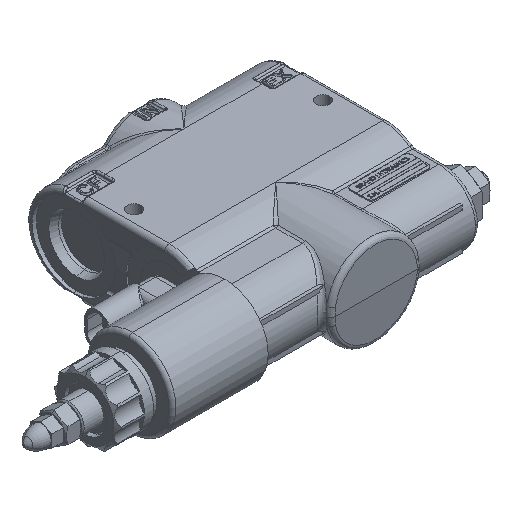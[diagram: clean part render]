
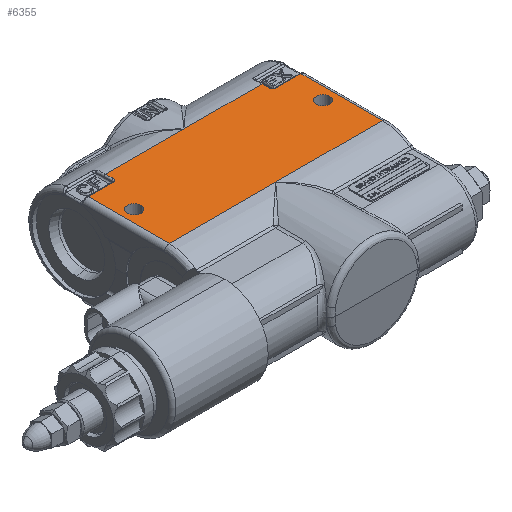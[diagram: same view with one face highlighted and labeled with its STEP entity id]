
A CAD part, isometric view. The second image highlights one B-rep face of the part: STEP entity #6355.
In plain terms, the highlighted planar face has unit normal (0, 0, 1).
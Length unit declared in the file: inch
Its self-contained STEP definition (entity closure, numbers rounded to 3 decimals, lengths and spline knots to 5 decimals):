
#223 = VECTOR ( 'NONE', #28018, 39.37008 ) ;
#1243 = VERTEX_POINT ( 'NONE', #36353 ) ;
#2605 = LINE ( 'NONE', #20809, #43112 ) ;
#2640 = CIRCLE ( 'NONE', #26614, 0.1405 ) ;
#3330 = CARTESIAN_POINT ( 'NONE',  ( -1.60645, 1.7298, 0.9375 ) ) ;
#3538 = EDGE_CURVE ( 'NONE', #29975, #23903, #43369, .T. ) ;
#4836 = CIRCLE ( 'NONE', #35251, 0.1405 ) ;
#4865 = CARTESIAN_POINT ( 'NONE',  ( 1.66845, 1.6678, 0.9375 ) ) ;
#5740 = ORIENTED_EDGE ( 'NONE', *, *, #42818, .T. ) ;
#6355 = ADVANCED_FACE ( 'NONE', ( #18398, #18349, #18444 ), #12277, .F. ) ;
#6819 = CARTESIAN_POINT ( 'NONE',  ( -2.18612, 1.6678, 0.9375 ) ) ;
#6942 = VECTOR ( 'NONE', #36301, 39.37008 ) ;
#7135 = LINE ( 'NONE', #48458, #38062 ) ;
#7646 = VERTEX_POINT ( 'NONE', #45545 ) ;
#7991 = CARTESIAN_POINT ( 'NONE',  ( 0., 0., 0.9375 ) ) ;
#8201 = DIRECTION ( 'NONE',  ( 1., 0., 0. ) ) ;
#8703 = DIRECTION ( 'NONE',  ( -1., 0., 0. ) ) ;
#8799 = CARTESIAN_POINT ( 'NONE',  ( -1.66845, 1.6678, 0.9375 ) ) ;
#8888 = CARTESIAN_POINT ( 'NONE',  ( 2.18612, 0., 0.9375 ) ) ;
#8912 = CIRCLE ( 'NONE', #43871, 0.1405 ) ;
#9388 = LINE ( 'NONE', #17220, #6942 ) ;
#9420 = ORIENTED_EDGE ( 'NONE', *, *, #24090, .F. ) ;
#9692 = ORIENTED_EDGE ( 'NONE', *, *, #13414, .T. ) ;
#9789 = LINE ( 'NONE', #14109, #15712 ) ;
#10101 = VERTEX_POINT ( 'NONE', #34632 ) ;
#10175 = VECTOR ( 'NONE', #8703, 39.37008 ) ;
#10515 = LINE ( 'NONE', #46839, #223 ) ;
#10726 = EDGE_LOOP ( 'NONE', ( #9692, #20792, #26388, #40608, #35777, #15479, #5740, #18668, #37591, #12042, #18670, #29749 ) ) ;
#11785 = VERTEX_POINT ( 'NONE', #39246 ) ;
#11921 = CARTESIAN_POINT ( 'NONE',  ( 1.66845, 1.7298, 0.9375 ) ) ;
#11988 = CARTESIAN_POINT ( 'NONE',  ( -2.18612, 0., 0.9375 ) ) ;
#12042 = ORIENTED_EDGE ( 'NONE', *, *, #46524, .T. ) ;
#12277 = PLANE ( 'NONE',  #33288 ) ;
#12687 = LINE ( 'NONE', #28622, #30569 ) ;
#13414 = EDGE_CURVE ( 'NONE', #49245, #10101, #36173, .T. ) ;
#13476 = VECTOR ( 'NONE', #8201, 39.37008 ) ;
#14109 = CARTESIAN_POINT ( 'NONE',  ( -2.302, 1.8863, 0.9375 ) ) ;
#14264 = LINE ( 'NONE', #27776, #10175 ) ;
#14666 = EDGE_CURVE ( 'NONE', #28346, #46252, #31366, .T. ) ;
#15414 = DIRECTION ( 'NONE',  ( 0., 0., 1. ) ) ;
#15479 = ORIENTED_EDGE ( 'NONE', *, *, #15813, .T. ) ;
#15667 = AXIS2_PLACEMENT_3D ( 'NONE', #38114, #15414, #41932 ) ;
#15711 = DIRECTION ( 'NONE',  ( -1., 0., 0. ) ) ;
#15712 = VECTOR ( 'NONE', #40629, 39.37008 ) ;
#15813 = EDGE_CURVE ( 'NONE', #11785, #1243, #9789, .T. ) ;
#15823 = CIRCLE ( 'NONE', #25055, 0.062 ) ;
#16038 = EDGE_CURVE ( 'NONE', #23903, #21550, #14264, .T. ) ;
#16241 = VECTOR ( 'NONE', #46371, 39.37008 ) ;
#16719 = DIRECTION ( 'NONE',  ( 0., 0., 1. ) ) ;
#16796 = CARTESIAN_POINT ( 'NONE',  ( -1.9375, 0.96875, 0.9375 ) ) ;
#17220 = CARTESIAN_POINT ( 'NONE',  ( 2.302, 1.8863, 0.9375 ) ) ;
#17294 = DIRECTION ( 'NONE',  ( -1., 0., 0. ) ) ;
#17508 = EDGE_CURVE ( 'NONE', #25862, #26960, #4836, .T. ) ;
#18349 = FACE_BOUND ( 'NONE', #25686, .T. ) ;
#18398 = FACE_BOUND ( 'NONE', #23369, .T. ) ;
#18444 = FACE_OUTER_BOUND ( 'NONE', #10726, .T. ) ;
#18668 = ORIENTED_EDGE ( 'NONE', *, *, #3538, .T. ) ;
#18670 = ORIENTED_EDGE ( 'NONE', *, *, #14666, .T. ) ;
#19678 = DIRECTION ( 'NONE',  ( 0., 0., -1. ) ) ;
#19742 = CARTESIAN_POINT ( 'NONE',  ( -1.66845, 1.7298, 0.9375 ) ) ;
#20467 = EDGE_CURVE ( 'NONE', #10101, #27063, #7135, .T. ) ;
#20517 = CARTESIAN_POINT ( 'NONE',  ( 1.60645, 1.7298, 0.9375 ) ) ;
#20572 = DIRECTION ( 'NONE',  ( 1., 0., 0. ) ) ;
#20792 = ORIENTED_EDGE ( 'NONE', *, *, #20467, .T. ) ;
#20809 = CARTESIAN_POINT ( 'NONE',  ( 1.60645, 1.8863, 0.9375 ) ) ;
#21550 = VERTEX_POINT ( 'NONE', #6819 ) ;
#21850 = DIRECTION ( 'NONE',  ( -1., 0., 0. ) ) ;
#22241 = CARTESIAN_POINT ( 'NONE',  ( 1.9375, 0.96875, 0.9375 ) ) ;
#22295 = CARTESIAN_POINT ( 'NONE',  ( 0., 0., 0.9375 ) ) ;
#23369 = EDGE_LOOP ( 'NONE', ( #9420, #42699 ) ) ;
#23903 = VERTEX_POINT ( 'NONE', #8799 ) ;
#24090 = EDGE_CURVE ( 'NONE', #26960, #25862, #2640, .T. ) ;
#24199 = ORIENTED_EDGE ( 'NONE', *, *, #30648, .F. ) ;
#24305 = VERTEX_POINT ( 'NONE', #20517 ) ;
#24721 = DIRECTION ( 'NONE',  ( 0., 1., 0. ) ) ;
#25055 = AXIS2_PLACEMENT_3D ( 'NONE', #11921, #38444, #15711 ) ;
#25686 = EDGE_LOOP ( 'NONE', ( #41133, #24199 ) ) ;
#25758 = EDGE_CURVE ( 'NONE', #24305, #7646, #2605, .T. ) ;
#25862 = VERTEX_POINT ( 'NONE', #36753 ) ;
#26001 = EDGE_CURVE ( 'NONE', #27063, #24305, #15823, .T. ) ;
#26160 = DIRECTION ( 'NONE',  ( 1., 0., 0. ) ) ;
#26388 = ORIENTED_EDGE ( 'NONE', *, *, #26001, .T. ) ;
#26614 = AXIS2_PLACEMENT_3D ( 'NONE', #22241, #48857, #26160 ) ;
#26960 = VERTEX_POINT ( 'NONE', #45814 ) ;
#27063 = VERTEX_POINT ( 'NONE', #4865 ) ;
#27776 = CARTESIAN_POINT ( 'NONE',  ( -2.18612, 1.6678, 0.9375 ) ) ;
#27968 = CARTESIAN_POINT ( 'NONE',  ( -1.797, 0.96875, 0.9375 ) ) ;
#28018 = DIRECTION ( 'NONE',  ( 0., -1., 0. ) ) ;
#28088 = DIRECTION ( 'NONE',  ( -1., 0., 0. ) ) ;
#28346 = VERTEX_POINT ( 'NONE', #11988 ) ;
#28388 = VERTEX_POINT ( 'NONE', #27968 ) ;
#28499 = EDGE_CURVE ( 'NONE', #49245, #46252, #12687, .T. ) ;
#28622 = CARTESIAN_POINT ( 'NONE',  ( 0., 0., 0.9375 ) ) ;
#29749 = ORIENTED_EDGE ( 'NONE', *, *, #28499, .F. ) ;
#29975 = VERTEX_POINT ( 'NONE', #30471 ) ;
#30090 = DIRECTION ( 'NONE',  ( 0., -1., 0. ) ) ;
#30471 = CARTESIAN_POINT ( 'NONE',  ( -1.60645, 1.7298, 0.9375 ) ) ;
#30569 = VECTOR ( 'NONE', #47454, 39.37008 ) ;
#30648 = EDGE_CURVE ( 'NONE', #43060, #28388, #8912, .T. ) ;
#31366 = LINE ( 'NONE', #7991, #13476 ) ;
#31539 = VECTOR ( 'NONE', #30090, 39.37008 ) ;
#33288 = AXIS2_PLACEMENT_3D ( 'NONE', #46137, #45845, #28088 ) ;
#34632 = CARTESIAN_POINT ( 'NONE',  ( 2.18612, 1.6678, 0.9375 ) ) ;
#35251 = AXIS2_PLACEMENT_3D ( 'NONE', #39488, #16719, #43274 ) ;
#35605 = CARTESIAN_POINT ( 'NONE',  ( -2.078, 0.96875, 0.9375 ) ) ;
#35777 = ORIENTED_EDGE ( 'NONE', *, *, #38658, .F. ) ;
#36173 = LINE ( 'NONE', #46095, #16241 ) ;
#36301 = DIRECTION ( 'NONE',  ( 1., 0., 0. ) ) ;
#36353 = CARTESIAN_POINT ( 'NONE',  ( -1.60645, 1.8863, 0.9375 ) ) ;
#36753 = CARTESIAN_POINT ( 'NONE',  ( 1.797, 0.96875, 0.9375 ) ) ;
#37591 = ORIENTED_EDGE ( 'NONE', *, *, #16038, .T. ) ;
#38062 = VECTOR ( 'NONE', #21850, 39.37008 ) ;
#38114 = CARTESIAN_POINT ( 'NONE',  ( -1.9375, 0.96875, 0.9375 ) ) ;
#38444 = DIRECTION ( 'NONE',  ( 0., 0., -1. ) ) ;
#38658 = EDGE_CURVE ( 'NONE', #11785, #7646, #9388, .T. ) ;
#39176 = CIRCLE ( 'NONE', #15667, 0.1405 ) ;
#39246 = CARTESIAN_POINT ( 'NONE',  ( 0., 1.8863, 0.9375 ) ) ;
#39488 = CARTESIAN_POINT ( 'NONE',  ( 1.9375, 0.96875, 0.9375 ) ) ;
#40608 = ORIENTED_EDGE ( 'NONE', *, *, #25758, .T. ) ;
#40629 = DIRECTION ( 'NONE',  ( -1., 0., 0. ) ) ;
#41133 = ORIENTED_EDGE ( 'NONE', *, *, #42902, .F. ) ;
#41526 = LINE ( 'NONE', #3330, #31539 ) ;
#41932 = DIRECTION ( 'NONE',  ( 1., 0., 0. ) ) ;
#42699 = ORIENTED_EDGE ( 'NONE', *, *, #17508, .F. ) ;
#42818 = EDGE_CURVE ( 'NONE', #1243, #29975, #41526, .T. ) ;
#42902 = EDGE_CURVE ( 'NONE', #28388, #43060, #39176, .T. ) ;
#43060 = VERTEX_POINT ( 'NONE', #35605 ) ;
#43112 = VECTOR ( 'NONE', #24721, 39.37008 ) ;
#43274 = DIRECTION ( 'NONE',  ( 1., 0., 0. ) ) ;
#43345 = DIRECTION ( 'NONE',  ( 0., 0., 1. ) ) ;
#43369 = CIRCLE ( 'NONE', #43637, 0.062 ) ;
#43637 = AXIS2_PLACEMENT_3D ( 'NONE', #19742, #19678, #17294 ) ;
#43871 = AXIS2_PLACEMENT_3D ( 'NONE', #16796, #43345, #20572 ) ;
#45545 = CARTESIAN_POINT ( 'NONE',  ( 1.60645, 1.8863, 0.9375 ) ) ;
#45814 = CARTESIAN_POINT ( 'NONE',  ( 2.078, 0.96875, 0.9375 ) ) ;
#45845 = DIRECTION ( 'NONE',  ( 0., 0., -1. ) ) ;
#46095 = CARTESIAN_POINT ( 'NONE',  ( 2.18612, 4.37188, 0.9375 ) ) ;
#46137 = CARTESIAN_POINT ( 'NONE',  ( 0., 4.37188, 0.9375 ) ) ;
#46252 = VERTEX_POINT ( 'NONE', #22295 ) ;
#46371 = DIRECTION ( 'NONE',  ( 0., 1., 0. ) ) ;
#46524 = EDGE_CURVE ( 'NONE', #21550, #28346, #10515, .T. ) ;
#46839 = CARTESIAN_POINT ( 'NONE',  ( -2.18612, 4.37188, 0.9375 ) ) ;
#47454 = DIRECTION ( 'NONE',  ( -1., 0., 0. ) ) ;
#48458 = CARTESIAN_POINT ( 'NONE',  ( 1.66845, 1.6678, 0.9375 ) ) ;
#48857 = DIRECTION ( 'NONE',  ( 0., 0., 1. ) ) ;
#49245 = VERTEX_POINT ( 'NONE', #8888 ) ;
